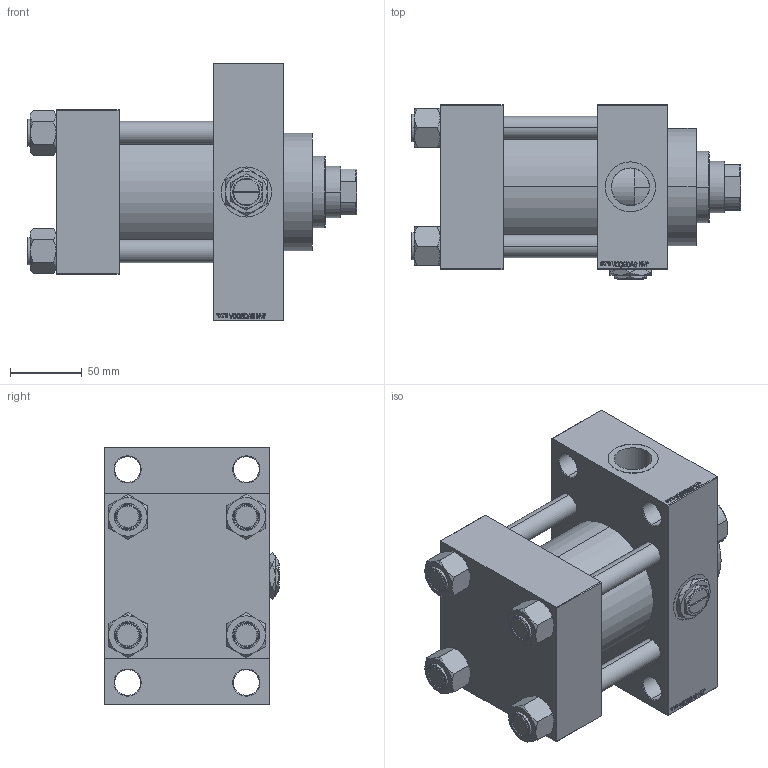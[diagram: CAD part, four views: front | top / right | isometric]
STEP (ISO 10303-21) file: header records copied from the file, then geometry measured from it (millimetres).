
FILE_DESCRIPTION (( 'STEP AP203' ), '1' );
FILE_NAME ('14ea.STEP', '2024-06-05T13:18:53', ( '' ), ( '' ), 'SwSTEP 2.0', 'SolidWorks 2019', '' );
FILE_SCHEMA (( 'CONFIG_CONTROL_DESIGN' ));
Length unit declared in the file: millimetre
Products named in the file (7): V215CD_D_TYCINKA 14b0a115a526da5ea47d9b29c250b6ee; V215CD_D_Body 14b0a115a526da5ea47d9b29c250b6ee; 14ea; V215CD_NUT_M5_D 14b0a115a526da5ea47d9b29c250b6ee; V215CD_VC_A 14b0a115a526da5ea47d9b29c250b6ee; Zatka_pro_OIL_PORT 14b0a115a526da5ea47d9b29c250b6ee; V215CD_VCP_D 14b0a115a526da5ea47d9b29c250b6ee
Assembly tree (12 placements, depth 2):
  14ea
    V215CD_D_Body 14b0a115a526da5ea47d9b29c250b6ee
    V215CD_VC_A 14b0a115a526da5ea47d9b29c250b6ee
    V215CD_VCP_D 14b0a115a526da5ea47d9b29c250b6ee
    V215CD_D_TYCINKA 14b0a115a526da5ea47d9b29c250b6ee  x4
    V215CD_NUT_M5_D 14b0a115a526da5ea47d9b29c250b6ee  x4
    Zatka_pro_OIL_PORT 14b0a115a526da5ea47d9b29c250b6ee
Bounding box: 230 x 122 x 180 mm (x, y, z)
Volume: 1969173.1 mm3; surface area: 299527.2 mm2
Topology: 12 solids, 12 shells, 1200 faces, 3016 edges, 1953 vertices
Faces by surface type: plane 569, bspline 368, cone 162, cylinder 93, torus 8
Entity records: 49460 total; most frequent: CARTESIAN_POINT 25806, ORIENTED_EDGE 5296, DIRECTION 3474, EDGE_CURVE 2648, VERTEX_POINT 1731, VECTOR 1562, LINE 1562, EDGE_LOOP 1179
